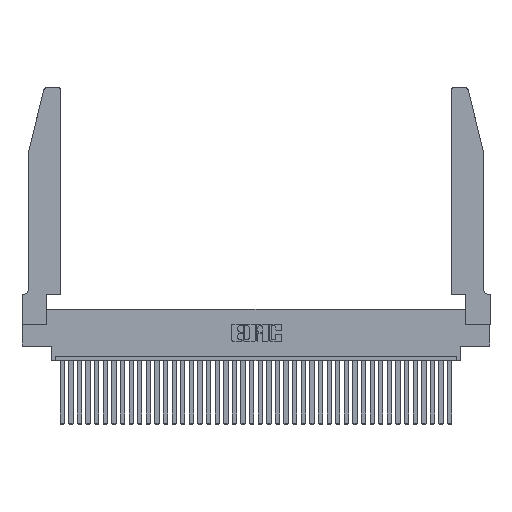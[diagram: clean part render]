
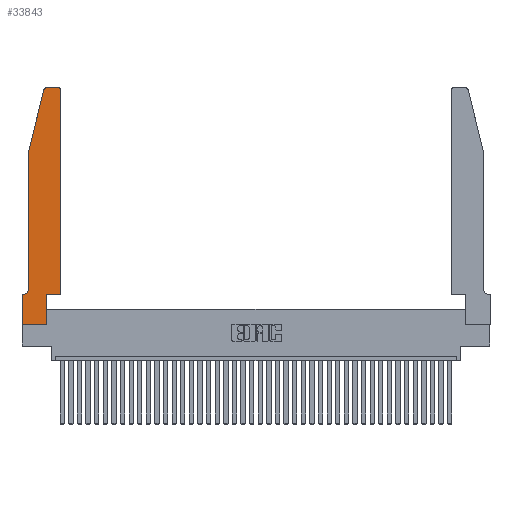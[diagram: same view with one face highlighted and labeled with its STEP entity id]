
A CAD part, top view. The second image highlights one B-rep face of the part: STEP entity #33843.
In plain terms, the highlighted planar face has unit normal (0, 0, 1).
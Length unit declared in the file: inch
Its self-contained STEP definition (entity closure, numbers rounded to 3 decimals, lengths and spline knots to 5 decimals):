
#128 = VERTEX_POINT ( 'NONE', #38602 ) ;
#201 = CARTESIAN_POINT ( 'NONE',  ( 0., 0., 0.37 ) ) ;
#263 = DIRECTION ( 'NONE',  ( 0., 1., 0. ) ) ;
#487 = CIRCLE ( 'NONE', #18652, 0.03 ) ;
#809 = CARTESIAN_POINT ( 'NONE',  ( 0.2865, 0.35, 0.37 ) ) ;
#899 = CARTESIAN_POINT ( 'NONE',  ( 0.284, 2.72, 0.37 ) ) ;
#1954 = VECTOR ( 'NONE', #27888, 39.37008 ) ;
#2257 = VERTEX_POINT ( 'NONE', #2303 ) ;
#2303 = CARTESIAN_POINT ( 'NONE',  ( 0.2865, 0., 0.37 ) ) ;
#2804 = EDGE_CURVE ( 'NONE', #35716, #32206, #36737, .T. ) ;
#2842 = VECTOR ( 'NONE', #24203, 39.37008 ) ;
#3844 = FACE_OUTER_BOUND ( 'NONE', #4325, .T. ) ;
#3891 = AXIS2_PLACEMENT_3D ( 'NONE', #29040, #34673, #35062 ) ;
#4325 = EDGE_LOOP ( 'NONE', ( #7452, #10849, #34094, #26800, #9888, #38508, #5996, #27047, #14179, #13400, #12146, #4910 ) ) ;
#4910 = ORIENTED_EDGE ( 'NONE', *, *, #13454, .T. ) ;
#4939 = VERTEX_POINT ( 'NONE', #9166 ) ;
#5583 = EDGE_CURVE ( 'NONE', #23895, #27181, #16826, .T. ) ;
#5996 = ORIENTED_EDGE ( 'NONE', *, *, #31274, .T. ) ;
#6261 = VECTOR ( 'NONE', #36337, 39.37008 ) ;
#7058 = VECTOR ( 'NONE', #23528, 39.37008 ) ;
#7066 = CARTESIAN_POINT ( 'NONE',  ( 0.0755, 2., 0.37 ) ) ;
#7452 = ORIENTED_EDGE ( 'NONE', *, *, #27722, .T. ) ;
#8359 = CARTESIAN_POINT ( 'NONE',  ( 0.4505, 0.35, 0.37 ) ) ;
#8584 = DIRECTION ( 'NONE',  ( 1., 0., 0. ) ) ;
#9166 = CARTESIAN_POINT ( 'NONE',  ( 0., 0., 0.37 ) ) ;
#9423 = LINE ( 'NONE', #7066, #1954 ) ;
#9483 = PLANE ( 'NONE',  #38546 ) ;
#9664 = DIRECTION ( 'NONE',  ( 1., 0., 0. ) ) ;
#9686 = CARTESIAN_POINT ( 'NONE',  ( 0.0755, 0.35, 0.37 ) ) ;
#9888 = ORIENTED_EDGE ( 'NONE', *, *, #2804, .T. ) ;
#9901 = VERTEX_POINT ( 'NONE', #18806 ) ;
#9922 = DIRECTION ( 'NONE',  ( 1., 0., 0. ) ) ;
#10553 = EDGE_CURVE ( 'NONE', #2257, #16679, #14228, .T. ) ;
#10689 = CARTESIAN_POINT ( 'NONE',  ( 0.2865, 0.35, 0.37 ) ) ;
#10849 = ORIENTED_EDGE ( 'NONE', *, *, #5583, .T. ) ;
#11138 = VERTEX_POINT ( 'NONE', #13285 ) ;
#11934 = CARTESIAN_POINT ( 'NONE',  ( 0.4505, 0.35, 0.37 ) ) ;
#12146 = ORIENTED_EDGE ( 'NONE', *, *, #24009, .T. ) ;
#12178 = DIRECTION ( 'NONE',  ( -1., 0., 0. ) ) ;
#13087 = DIRECTION ( 'NONE',  ( 0., 0., 1. ) ) ;
#13260 = LINE ( 'NONE', #26119, #36185 ) ;
#13285 = CARTESIAN_POINT ( 'NONE',  ( 0., 0.35, 0.37 ) ) ;
#13400 = ORIENTED_EDGE ( 'NONE', *, *, #15207, .T. ) ;
#13454 = EDGE_CURVE ( 'NONE', #31626, #34080, #487, .T. ) ;
#13966 = DIRECTION ( 'NONE',  ( 0., 1., 0. ) ) ;
#14179 = ORIENTED_EDGE ( 'NONE', *, *, #10553, .T. ) ;
#14228 = LINE ( 'NONE', #10689, #18383 ) ;
#14615 = DIRECTION ( 'NONE',  ( 0., -1., 0. ) ) ;
#14938 = EDGE_CURVE ( 'NONE', #27181, #128, #9423, .T. ) ;
#15207 = EDGE_CURVE ( 'NONE', #16679, #9901, #21586, .T. ) ;
#16679 = VERTEX_POINT ( 'NONE', #809 ) ;
#16826 = CIRCLE ( 'NONE', #36056, 0.03 ) ;
#18383 = VECTOR ( 'NONE', #13966, 39.37008 ) ;
#18650 = CARTESIAN_POINT ( 'NONE',  ( 0.4205, 2.72, 0.37 ) ) ;
#18652 = AXIS2_PLACEMENT_3D ( 'NONE', #18650, #27468, #9922 ) ;
#18806 = CARTESIAN_POINT ( 'NONE',  ( 0.4505, 0.35, 0.37 ) ) ;
#18999 = CARTESIAN_POINT ( 'NONE',  ( 0.2605, 2.75, 0.37 ) ) ;
#19407 = CARTESIAN_POINT ( 'NONE',  ( 0.4205, 2.75, 0.37 ) ) ;
#20086 = CARTESIAN_POINT ( 'NONE',  ( 0.0755, 2., 0.37 ) ) ;
#20287 = CARTESIAN_POINT ( 'NONE',  ( 0.284, 2.75, 0.37 ) ) ;
#20318 = CARTESIAN_POINT ( 'NONE',  ( 0.4505, 2.72, 0.37 ) ) ;
#21586 = LINE ( 'NONE', #8359, #7058 ) ;
#21920 = DIRECTION ( 'NONE',  ( 0., 0., 1. ) ) ;
#23528 = DIRECTION ( 'NONE',  ( 1., 0., 0. ) ) ;
#23895 = VERTEX_POINT ( 'NONE', #20287 ) ;
#24009 = EDGE_CURVE ( 'NONE', #9901, #31626, #36020, .T. ) ;
#24203 = DIRECTION ( 'NONE',  ( -1., 0., 0. ) ) ;
#24259 = CARTESIAN_POINT ( 'NONE',  ( 0.0755, 0.42, 0.37 ) ) ;
#24532 = CARTESIAN_POINT ( 'NONE',  ( 0., 0.35, 0.37 ) ) ;
#26119 = CARTESIAN_POINT ( 'NONE',  ( 0., 0., 0.37 ) ) ;
#26634 = LINE ( 'NONE', #20086, #29452 ) ;
#26800 = ORIENTED_EDGE ( 'NONE', *, *, #35498, .T. ) ;
#27047 = ORIENTED_EDGE ( 'NONE', *, *, #33529, .T. ) ;
#27181 = VERTEX_POINT ( 'NONE', #30145 ) ;
#27468 = DIRECTION ( 'NONE',  ( 0., 0., 1. ) ) ;
#27551 = DIRECTION ( 'NONE',  ( 1., 0., 0. ) ) ;
#27722 = EDGE_CURVE ( 'NONE', #34080, #23895, #36460, .T. ) ;
#27888 = DIRECTION ( 'NONE',  ( -0.239, -0.971, 0. ) ) ;
#28936 = CARTESIAN_POINT ( 'NONE',  ( 0.0055, 0.35, 0.37 ) ) ;
#29040 = CARTESIAN_POINT ( 'NONE',  ( 0.0055, 0.42, 0.37 ) ) ;
#29452 = VECTOR ( 'NONE', #14615, 39.37008 ) ;
#30145 = CARTESIAN_POINT ( 'NONE',  ( 0.25487, 2.72718, 0.37 ) ) ;
#30361 = VECTOR ( 'NONE', #12178, 39.37008 ) ;
#30381 = VECTOR ( 'NONE', #263, 39.37008 ) ;
#30925 = LINE ( 'NONE', #9686, #2842 ) ;
#31274 = EDGE_CURVE ( 'NONE', #11138, #4939, #31546, .T. ) ;
#31546 = LINE ( 'NONE', #201, #6261 ) ;
#31626 = VERTEX_POINT ( 'NONE', #20318 ) ;
#32206 = VERTEX_POINT ( 'NONE', #28936 ) ;
#32375 = EDGE_CURVE ( 'NONE', #32206, #11138, #30925, .T. ) ;
#33529 = EDGE_CURVE ( 'NONE', #4939, #2257, #13260, .T. ) ;
#33843 = ADVANCED_FACE ( 'NONE', ( #3844 ), #9483, .T. ) ;
#34080 = VERTEX_POINT ( 'NONE', #19407 ) ;
#34094 = ORIENTED_EDGE ( 'NONE', *, *, #14938, .T. ) ;
#34673 = DIRECTION ( 'NONE',  ( 0., 0., -1. ) ) ;
#35062 = DIRECTION ( 'NONE',  ( -1., 0., 0. ) ) ;
#35498 = EDGE_CURVE ( 'NONE', #128, #35716, #26634, .T. ) ;
#35716 = VERTEX_POINT ( 'NONE', #24259 ) ;
#36020 = LINE ( 'NONE', #11934, #30381 ) ;
#36056 = AXIS2_PLACEMENT_3D ( 'NONE', #899, #13087, #9664 ) ;
#36185 = VECTOR ( 'NONE', #8584, 39.37008 ) ;
#36337 = DIRECTION ( 'NONE',  ( 0., -1., 0. ) ) ;
#36460 = LINE ( 'NONE', #18999, #30361 ) ;
#36737 = CIRCLE ( 'NONE', #3891, 0.07 ) ;
#38508 = ORIENTED_EDGE ( 'NONE', *, *, #32375, .T. ) ;
#38546 = AXIS2_PLACEMENT_3D ( 'NONE', #24532, #21920, #27551 ) ;
#38602 = CARTESIAN_POINT ( 'NONE',  ( 0.0755, 2., 0.37 ) ) ;
